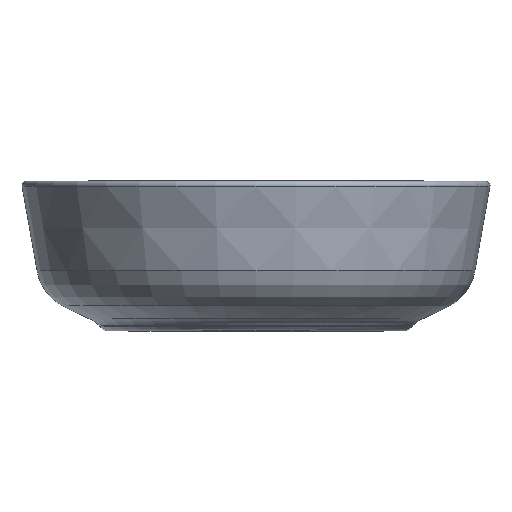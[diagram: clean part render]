
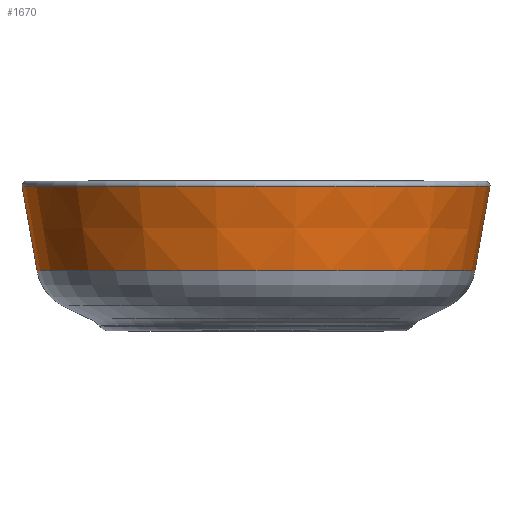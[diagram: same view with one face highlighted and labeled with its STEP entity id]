
A CAD part, top view. The second image highlights one B-rep face of the part: STEP entity #1670.
In plain terms, the highlighted conical face has half-angle 10.068 degrees and reference radius 194.199 mm.
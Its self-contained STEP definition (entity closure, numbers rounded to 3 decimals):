
#95 = AXIS2_PLACEMENT_3D ( 'NONE', #1593, #1774, #1088 ) ;
#146 = CARTESIAN_POINT ( 'NONE',  ( 199.199, -60.259, 4.019 ) ) ;
#270 = VERTEX_POINT ( 'NONE', #684 ) ;
#353 = CARTESIAN_POINT ( 'NONE',  ( 5., 35.301, 4.019 ) ) ;
#368 = DIRECTION ( 'NONE',  ( -0.175, 0.985, 0. ) ) ;
#565 = CIRCLE ( 'NONE', #2046, 211.166 ) ;
#572 = DIRECTION ( 'NONE',  ( 0., -1., 0. ) ) ;
#627 = VERTEX_POINT ( 'NONE', #1014 ) ;
#684 = CARTESIAN_POINT ( 'NONE',  ( -192.63, -40.935, 4.019 ) ) ;
#718 = DIRECTION ( 'NONE',  ( 0., 1., 0. ) ) ;
#719 = ORIENTED_EDGE ( 'NONE', *, *, #1363, .T. ) ;
#910 = EDGE_LOOP ( 'NONE', ( #719, #1553, #1976, #1784 ) ) ;
#916 = VERTEX_POINT ( 'NONE', #1612 ) ;
#1014 = CARTESIAN_POINT ( 'NONE',  ( 202.63, -40.935, 4.019 ) ) ;
#1088 = DIRECTION ( 'NONE',  ( -1., 0., 0. ) ) ;
#1119 = EDGE_CURVE ( 'NONE', #627, #1402, #1274, .T. ) ;
#1181 = CARTESIAN_POINT ( 'NONE',  ( 5., -40.935, 4.019 ) ) ;
#1219 = AXIS2_PLACEMENT_3D ( 'NONE', #1181, #718, #1828 ) ;
#1274 = LINE ( 'NONE', #146, #2680 ) ;
#1363 = EDGE_CURVE ( 'NONE', #270, #627, #2480, .T. ) ;
#1402 = VERTEX_POINT ( 'NONE', #2295 ) ;
#1464 = LINE ( 'NONE', #2145, #1836 ) ;
#1553 = ORIENTED_EDGE ( 'NONE', *, *, #1119, .T. ) ;
#1593 = CARTESIAN_POINT ( 'NONE',  ( 5., -60.259, 4.019 ) ) ;
#1612 = CARTESIAN_POINT ( 'NONE',  ( -206.166, 35.301, 4.019 ) ) ;
#1670 = ADVANCED_FACE ( 'NONE', ( #2028 ), #2639, .T. ) ;
#1774 = DIRECTION ( 'NONE',  ( 0., 1., 0. ) ) ;
#1784 = ORIENTED_EDGE ( 'NONE', *, *, #2563, .F. ) ;
#1828 = DIRECTION ( 'NONE',  ( 1., 0., 0. ) ) ;
#1836 = VECTOR ( 'NONE', #368, 1000. ) ;
#1906 = DIRECTION ( 'NONE',  ( 0.175, 0.985, 0. ) ) ;
#1976 = ORIENTED_EDGE ( 'NONE', *, *, #2307, .T. ) ;
#2028 = FACE_OUTER_BOUND ( 'NONE', #910, .T. ) ;
#2046 = AXIS2_PLACEMENT_3D ( 'NONE', #353, #572, #2160 ) ;
#2145 = CARTESIAN_POINT ( 'NONE',  ( -189.199, -60.259, 4.019 ) ) ;
#2160 = DIRECTION ( 'NONE',  ( 1., 0., 0. ) ) ;
#2295 = CARTESIAN_POINT ( 'NONE',  ( 216.166, 35.301, 4.019 ) ) ;
#2307 = EDGE_CURVE ( 'NONE', #1402, #916, #565, .T. ) ;
#2480 = CIRCLE ( 'NONE', #1219, 197.63 ) ;
#2563 = EDGE_CURVE ( 'NONE', #270, #916, #1464, .T. ) ;
#2639 = CONICAL_SURFACE ( 'NONE', #95, 194.199, 0.176 ) ;
#2680 = VECTOR ( 'NONE', #1906, 1000. ) ;
